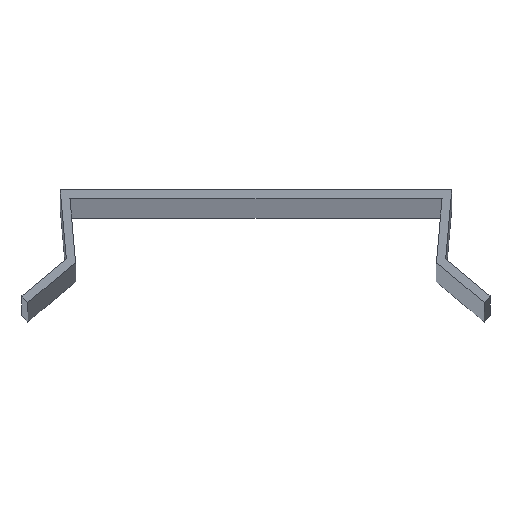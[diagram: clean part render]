
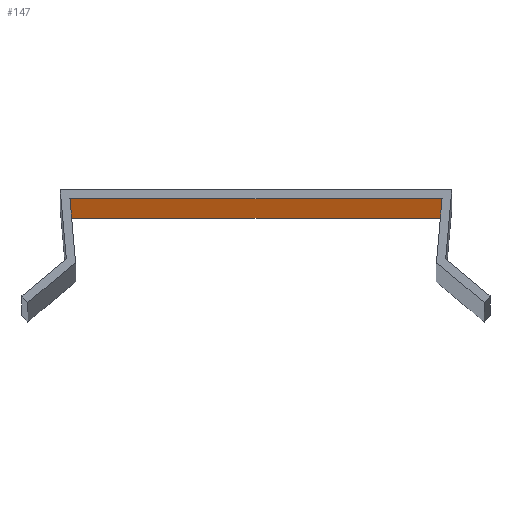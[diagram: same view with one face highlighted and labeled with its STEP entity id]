
A CAD part, top view. The second image highlights one B-rep face of the part: STEP entity #147.
In plain terms, the highlighted planar face has unit normal (0, -1, 0).
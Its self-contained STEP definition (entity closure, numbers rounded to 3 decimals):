
#1 = DIRECTION ( 'NONE',  ( 1., 0., 0. ) ) ;
#5 = EDGE_CURVE ( 'NONE', #467, #32, #75, .T. ) ;
#11 = CARTESIAN_POINT ( 'NONE',  ( -41.817, -2., 1250. ) ) ;
#19 = ORIENTED_EDGE ( 'NONE', *, *, #189, .T. ) ;
#27 = EDGE_CURVE ( 'NONE', #524, #443, #388, .T. ) ;
#32 = VERTEX_POINT ( 'NONE', #412 ) ;
#36 = VERTEX_POINT ( 'NONE', #610 ) ;
#47 = ORIENTED_EDGE ( 'NONE', *, *, #435, .F. ) ;
#75 = LINE ( 'NONE', #224, #231 ) ;
#89 = PLANE ( 'NONE',  #304 ) ;
#105 = ORIENTED_EDGE ( 'NONE', *, *, #27, .F. ) ;
#109 = CARTESIAN_POINT ( 'NONE',  ( 0., -2., -1236. ) ) ;
#113 = AXIS2_PLACEMENT_3D ( 'NONE', #364, #497, #547 ) ;
#126 = EDGE_CURVE ( 'NONE', #36, #614, #173, .T. ) ;
#128 = DIRECTION ( 'NONE',  ( -1., 0., 0. ) ) ;
#135 = CARTESIAN_POINT ( 'NONE',  ( 0., -2., -1236. ) ) ;
#147 = ADVANCED_FACE ( 'NONE', ( #519, #516, #290 ), #89, .F. ) ;
#155 = ORIENTED_EDGE ( 'NONE', *, *, #5, .F. ) ;
#158 = ORIENTED_EDGE ( 'NONE', *, *, #458, .F. ) ;
#171 = CIRCLE ( 'NONE', #593, 2.75 ) ;
#173 = CIRCLE ( 'NONE', #336, 2.75 ) ;
#178 = CARTESIAN_POINT ( 'NONE',  ( -2.75, -2., 1236. ) ) ;
#189 = EDGE_CURVE ( 'NONE', #426, #483, #523, .T. ) ;
#193 = VECTOR ( 'NONE', #433, 1000. ) ;
#194 = DIRECTION ( 'NONE',  ( 1., 0., 0. ) ) ;
#195 = EDGE_LOOP ( 'NONE', ( #233, #47 ) ) ;
#203 = CARTESIAN_POINT ( 'NONE',  ( 2.75, -2., -1236. ) ) ;
#213 = DIRECTION ( 'NONE',  ( 0., -1., 0. ) ) ;
#224 = CARTESIAN_POINT ( 'NONE',  ( 41.817, -2., 1250. ) ) ;
#231 = VECTOR ( 'NONE', #590, 1000. ) ;
#233 = ORIENTED_EDGE ( 'NONE', *, *, #126, .F. ) ;
#244 = DIRECTION ( 'NONE',  ( 0., 1., 0. ) ) ;
#262 = CARTESIAN_POINT ( 'NONE',  ( -41.817, -2., 1250. ) ) ;
#265 = CARTESIAN_POINT ( 'NONE',  ( 0., -2., 1236. ) ) ;
#277 = EDGE_CURVE ( 'NONE', #483, #32, #394, .T. ) ;
#283 = CARTESIAN_POINT ( 'NONE',  ( 44., -2., 1250. ) ) ;
#290 = FACE_OUTER_BOUND ( 'NONE', #320, .T. ) ;
#304 = AXIS2_PLACEMENT_3D ( 'NONE', #283, #244, #323 ) ;
#305 = CARTESIAN_POINT ( 'NONE',  ( 44., -2., -1250. ) ) ;
#306 = EDGE_LOOP ( 'NONE', ( #105, #158 ) ) ;
#307 = DIRECTION ( 'NONE',  ( -1., 0., 0. ) ) ;
#310 = EDGE_CURVE ( 'NONE', #426, #467, #485, .T. ) ;
#312 = AXIS2_PLACEMENT_3D ( 'NONE', #109, #446, #307 ) ;
#320 = EDGE_LOOP ( 'NONE', ( #414, #155, #379, #19 ) ) ;
#323 = DIRECTION ( 'NONE',  ( -1., 0., 0. ) ) ;
#336 = AXIS2_PLACEMENT_3D ( 'NONE', #135, #466, #128 ) ;
#346 = CARTESIAN_POINT ( 'NONE',  ( 44., -2., 1250. ) ) ;
#364 = CARTESIAN_POINT ( 'NONE',  ( 0., -2., 1236. ) ) ;
#379 = ORIENTED_EDGE ( 'NONE', *, *, #310, .F. ) ;
#388 = CIRCLE ( 'NONE', #113, 2.75 ) ;
#394 = LINE ( 'NONE', #305, #608 ) ;
#409 = CIRCLE ( 'NONE', #312, 2.75 ) ;
#412 = CARTESIAN_POINT ( 'NONE',  ( 41.817, -2., -1250. ) ) ;
#414 = ORIENTED_EDGE ( 'NONE', *, *, #277, .T. ) ;
#426 = VERTEX_POINT ( 'NONE', #262 ) ;
#433 = DIRECTION ( 'NONE',  ( 0., 0., -1. ) ) ;
#435 = EDGE_CURVE ( 'NONE', #614, #36, #409, .T. ) ;
#443 = VERTEX_POINT ( 'NONE', #496 ) ;
#446 = DIRECTION ( 'NONE',  ( 0., -1., 0. ) ) ;
#458 = EDGE_CURVE ( 'NONE', #443, #524, #171, .T. ) ;
#466 = DIRECTION ( 'NONE',  ( 0., -1., 0. ) ) ;
#467 = VERTEX_POINT ( 'NONE', #540 ) ;
#483 = VERTEX_POINT ( 'NONE', #600 ) ;
#485 = LINE ( 'NONE', #346, #577 ) ;
#496 = CARTESIAN_POINT ( 'NONE',  ( 2.75, -2., 1236. ) ) ;
#497 = DIRECTION ( 'NONE',  ( 0., -1., 0. ) ) ;
#516 = FACE_BOUND ( 'NONE', #306, .T. ) ;
#519 = FACE_BOUND ( 'NONE', #195, .T. ) ;
#523 = LINE ( 'NONE', #11, #193 ) ;
#524 = VERTEX_POINT ( 'NONE', #178 ) ;
#538 = DIRECTION ( 'NONE',  ( -1., 0., 0. ) ) ;
#540 = CARTESIAN_POINT ( 'NONE',  ( 41.817, -2., 1250. ) ) ;
#547 = DIRECTION ( 'NONE',  ( -1., 0., 0. ) ) ;
#577 = VECTOR ( 'NONE', #194, 1000. ) ;
#590 = DIRECTION ( 'NONE',  ( 0., 0., -1. ) ) ;
#593 = AXIS2_PLACEMENT_3D ( 'NONE', #265, #213, #538 ) ;
#600 = CARTESIAN_POINT ( 'NONE',  ( -41.817, -2., -1250. ) ) ;
#608 = VECTOR ( 'NONE', #1, 1000. ) ;
#610 = CARTESIAN_POINT ( 'NONE',  ( -2.75, -2., -1236. ) ) ;
#614 = VERTEX_POINT ( 'NONE', #203 ) ;
